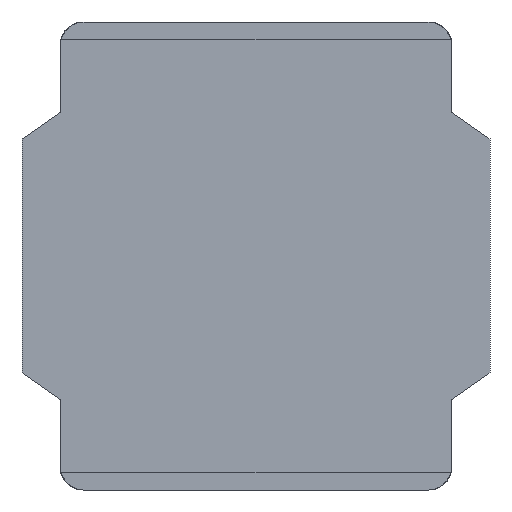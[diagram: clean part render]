
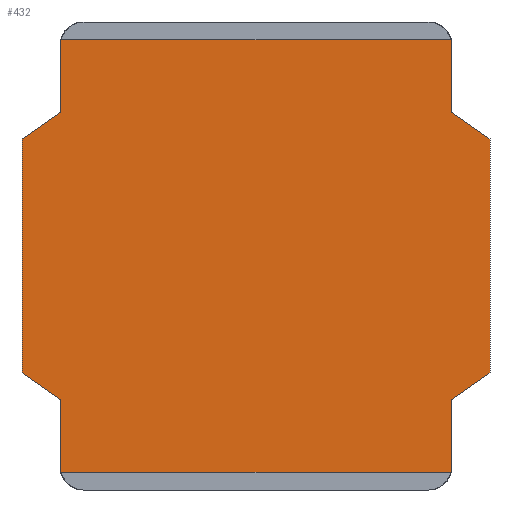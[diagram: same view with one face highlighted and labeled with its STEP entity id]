
A CAD part, front view. The second image highlights one B-rep face of the part: STEP entity #432.
In plain terms, the highlighted free-form (B-spline) face has degree [1, 1] with [2, 2] control points.
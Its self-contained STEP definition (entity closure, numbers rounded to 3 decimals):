
#69 = EDGE_CURVE('',#70,#72,#74,.T.);
#70 = VERTEX_POINT('',#71);
#71 = CARTESIAN_POINT('',(2.324,0.,-2.575));
#72 = VERTEX_POINT('',#73);
#73 = CARTESIAN_POINT('',(-2.324,0.,-2.575));
#74 = B_SPLINE_CURVE_WITH_KNOTS('',1,(#75,#76),.UNSPECIFIED.,.F.,.F.,(2,
    2),(-3.339,0.),.PIECEWISE_BEZIER_KNOTS.);
#75 = CARTESIAN_POINT('',(2.324,0.,-2.575));
#76 = CARTESIAN_POINT('',(-2.324,0.,-2.575));
#105 = EDGE_CURVE('',#72,#106,#108,.T.);
#106 = VERTEX_POINT('',#107);
#107 = CARTESIAN_POINT('',(-2.324,0.,-1.711));
#108 = B_SPLINE_CURVE_WITH_KNOTS('',1,(#109,#110),.UNSPECIFIED.,.F.,.F.,
  (2,2),(0.,0.621),.PIECEWISE_BEZIER_KNOTS.);
#109 = CARTESIAN_POINT('',(-2.324,0.,-2.575));
#110 = CARTESIAN_POINT('',(-2.324,0.,-1.711));
#133 = EDGE_CURVE('',#106,#134,#136,.T.);
#134 = VERTEX_POINT('',#135);
#135 = CARTESIAN_POINT('',(-2.784,0.,-1.392));
#136 = B_SPLINE_CURVE_WITH_KNOTS('',1,(#137,#138),.UNSPECIFIED.,.F.,.F.,
  (2,2),(0.,0.402),.PIECEWISE_BEZIER_KNOTS.);
#137 = CARTESIAN_POINT('',(-2.324,0.,-1.711));
#138 = CARTESIAN_POINT('',(-2.784,0.,-1.392));
#161 = EDGE_CURVE('',#134,#162,#164,.T.);
#162 = VERTEX_POINT('',#163);
#163 = CARTESIAN_POINT('',(-2.784,0.,1.392));
#164 = B_SPLINE_CURVE_WITH_KNOTS('',1,(#165,#166),.UNSPECIFIED.,.F.,.F.,
  (2,2),(0.,2.),.PIECEWISE_BEZIER_KNOTS.);
#165 = CARTESIAN_POINT('',(-2.784,0.,-1.392));
#166 = CARTESIAN_POINT('',(-2.784,0.,1.392));
#189 = EDGE_CURVE('',#162,#190,#192,.T.);
#190 = VERTEX_POINT('',#191);
#191 = CARTESIAN_POINT('',(-2.324,0.,1.711));
#192 = B_SPLINE_CURVE_WITH_KNOTS('',1,(#193,#194),.UNSPECIFIED.,.F.,.F.,
  (2,2),(-0.402,0.),.PIECEWISE_BEZIER_KNOTS.);
#193 = CARTESIAN_POINT('',(-2.784,0.,1.392));
#194 = CARTESIAN_POINT('',(-2.324,0.,1.711));
#217 = EDGE_CURVE('',#190,#218,#220,.T.);
#218 = VERTEX_POINT('',#219);
#219 = CARTESIAN_POINT('',(-2.324,0.,2.575));
#220 = B_SPLINE_CURVE_WITH_KNOTS('',1,(#221,#222),.UNSPECIFIED.,.F.,.F.,
  (2,2),(-0.621,0.),.PIECEWISE_BEZIER_KNOTS.);
#221 = CARTESIAN_POINT('',(-2.324,0.,1.711));
#222 = CARTESIAN_POINT('',(-2.324,0.,2.575));
#245 = EDGE_CURVE('',#218,#246,#248,.T.);
#246 = VERTEX_POINT('',#247);
#247 = CARTESIAN_POINT('',(2.324,0.,2.575));
#248 = B_SPLINE_CURVE_WITH_KNOTS('',1,(#249,#250),.UNSPECIFIED.,.F.,.F.,
  (2,2),(0.,3.339),.PIECEWISE_BEZIER_KNOTS.);
#249 = CARTESIAN_POINT('',(-2.324,0.,2.575));
#250 = CARTESIAN_POINT('',(2.324,0.,2.575));
#273 = EDGE_CURVE('',#246,#274,#276,.T.);
#274 = VERTEX_POINT('',#275);
#275 = CARTESIAN_POINT('',(2.324,0.,1.711));
#276 = B_SPLINE_CURVE_WITH_KNOTS('',1,(#277,#278),.UNSPECIFIED.,.F.,.F.,
  (2,2),(0.,0.621),.PIECEWISE_BEZIER_KNOTS.);
#277 = CARTESIAN_POINT('',(2.324,0.,2.575));
#278 = CARTESIAN_POINT('',(2.324,0.,1.711));
#301 = EDGE_CURVE('',#274,#302,#304,.T.);
#302 = VERTEX_POINT('',#303);
#303 = CARTESIAN_POINT('',(2.784,0.,1.392));
#304 = B_SPLINE_CURVE_WITH_KNOTS('',1,(#305,#306),.UNSPECIFIED.,.F.,.F.,
  (2,2),(0.,0.402),.PIECEWISE_BEZIER_KNOTS.);
#305 = CARTESIAN_POINT('',(2.324,0.,1.711));
#306 = CARTESIAN_POINT('',(2.784,0.,1.392));
#329 = EDGE_CURVE('',#302,#330,#332,.T.);
#330 = VERTEX_POINT('',#331);
#331 = CARTESIAN_POINT('',(2.784,0.,-1.392));
#332 = B_SPLINE_CURVE_WITH_KNOTS('',1,(#333,#334),.UNSPECIFIED.,.F.,.F.,
  (2,2),(-2.,-0.),.PIECEWISE_BEZIER_KNOTS.);
#333 = CARTESIAN_POINT('',(2.784,0.,1.392));
#334 = CARTESIAN_POINT('',(2.784,0.,-1.392));
#357 = EDGE_CURVE('',#330,#358,#360,.T.);
#358 = VERTEX_POINT('',#359);
#359 = CARTESIAN_POINT('',(2.324,0.,-1.711));
#360 = B_SPLINE_CURVE_WITH_KNOTS('',1,(#361,#362),.UNSPECIFIED.,.F.,.F.,
  (2,2),(-0.402,-0.),.PIECEWISE_BEZIER_KNOTS.);
#361 = CARTESIAN_POINT('',(2.784,0.,-1.392));
#362 = CARTESIAN_POINT('',(2.324,0.,-1.711));
#385 = EDGE_CURVE('',#358,#70,#386,.T.);
#386 = B_SPLINE_CURVE_WITH_KNOTS('',1,(#387,#388),.UNSPECIFIED.,.F.,.F.,
  (2,2),(-0.621,-0.),.PIECEWISE_BEZIER_KNOTS.);
#387 = CARTESIAN_POINT('',(2.324,0.,-1.711));
#388 = CARTESIAN_POINT('',(2.324,0.,-2.575));
#432 = ADVANCED_FACE('',(#433),#447,.T.);
#433 = FACE_BOUND('',#434,.T.);
#434 = EDGE_LOOP('',(#435,#436,#437,#438,#439,#440,#441,#442,#443,#444,
    #445,#446));
#435 = ORIENTED_EDGE('',*,*,#69,.F.);
#436 = ORIENTED_EDGE('',*,*,#385,.F.);
#437 = ORIENTED_EDGE('',*,*,#357,.F.);
#438 = ORIENTED_EDGE('',*,*,#329,.F.);
#439 = ORIENTED_EDGE('',*,*,#301,.F.);
#440 = ORIENTED_EDGE('',*,*,#273,.F.);
#441 = ORIENTED_EDGE('',*,*,#245,.F.);
#442 = ORIENTED_EDGE('',*,*,#217,.F.);
#443 = ORIENTED_EDGE('',*,*,#189,.F.);
#444 = ORIENTED_EDGE('',*,*,#161,.F.);
#445 = ORIENTED_EDGE('',*,*,#133,.F.);
#446 = ORIENTED_EDGE('',*,*,#105,.F.);
#447 = B_SPLINE_SURFACE_WITH_KNOTS('',1,1,(
    (#448,#449)
    ,(#450,#451
    )),.UNSPECIFIED.,.F.,.F.,.F.,(2,2),(2,2),(-1.85,1.85),(-2.,2.),
  .PIECEWISE_BEZIER_KNOTS.);
#448 = CARTESIAN_POINT('',(-2.784,0.,2.575));
#449 = CARTESIAN_POINT('',(2.784,0.,2.575));
#450 = CARTESIAN_POINT('',(-2.784,0.,-2.575));
#451 = CARTESIAN_POINT('',(2.784,0.,-2.575));
